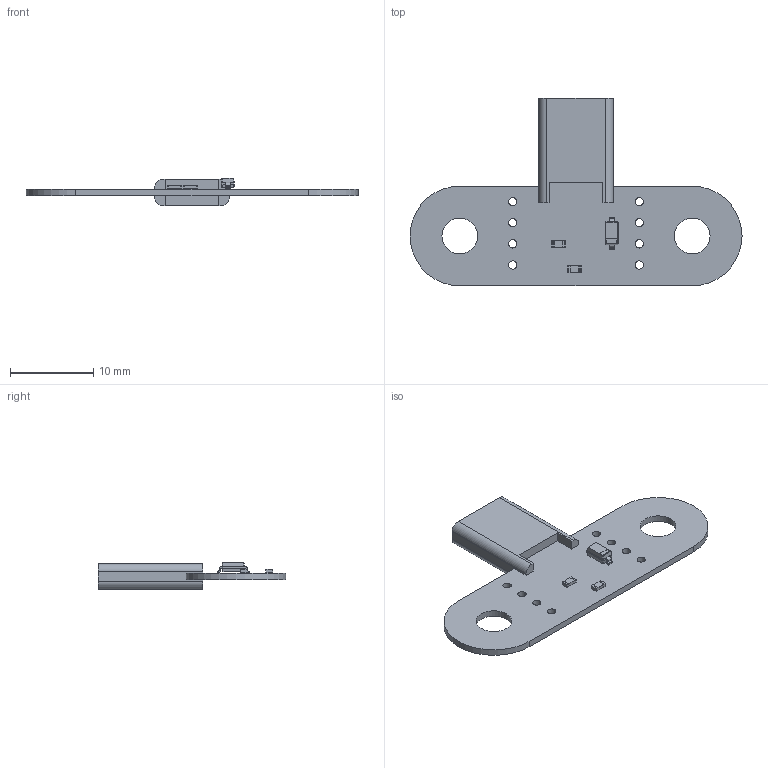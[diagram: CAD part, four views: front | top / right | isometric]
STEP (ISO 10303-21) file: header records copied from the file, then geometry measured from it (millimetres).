
FILE_DESCRIPTION(/* description */ (''),/* implementation_level */ '2;1');
FILE_NAME(/* name */ 'SergioPico_USB.step',/* time_stamp */ '2022-09-12T15:01:45-04:00',/* author */ (''),/* organization */ (''),/* preprocessor_version */ 'ST-DEVELOPER v19',/* originating_system */ 'Autodesk Translation Framework v11.7.0.108',/* authorisation */ '');
FILE_SCHEMA (('AUTOMOTIVE_DESIGN { 1 0 10303 214 3 1 1 }'));
Length unit declared in the file: millimetre
Products named in the file (8): SergioPico_USB; TYPEC-1103-BRP24; SOLID (1); D_SOD-123; SOLID (2); R_0603_1608Metric; SOLID; SergioPico_USB PCB
Assembly tree (8 placements, depth 3):
  SergioPico_USB
    R_0603_1608Metric  x2
      SOLID
    TYPEC-1103-BRP24
      SOLID (1)
    D_SOD-123
      SOLID (2)
    SergioPico_USB PCB
Bounding box: 40 x 22.6 x 3.27 mm (x, y, z)
Volume: 412.1 mm3; surface area: 1509.9 mm2
Topology: 5 solids, 5 shells, 170 faces, 430 edges, 272 vertices
Faces by surface type: plane 126, cylinder 44
Full cylindrical faces by diameter (mm): 1 x8, 4.3 x2
Entity records: 4637 total; most frequent: DIRECTION 754, CARTESIAN_POINT 750, ORIENTED_EDGE 724, EDGE_CURVE 362, LINE 290, VECTOR 290, AXIS2_PLACEMENT_3D 232, VERTEX_POINT 228
